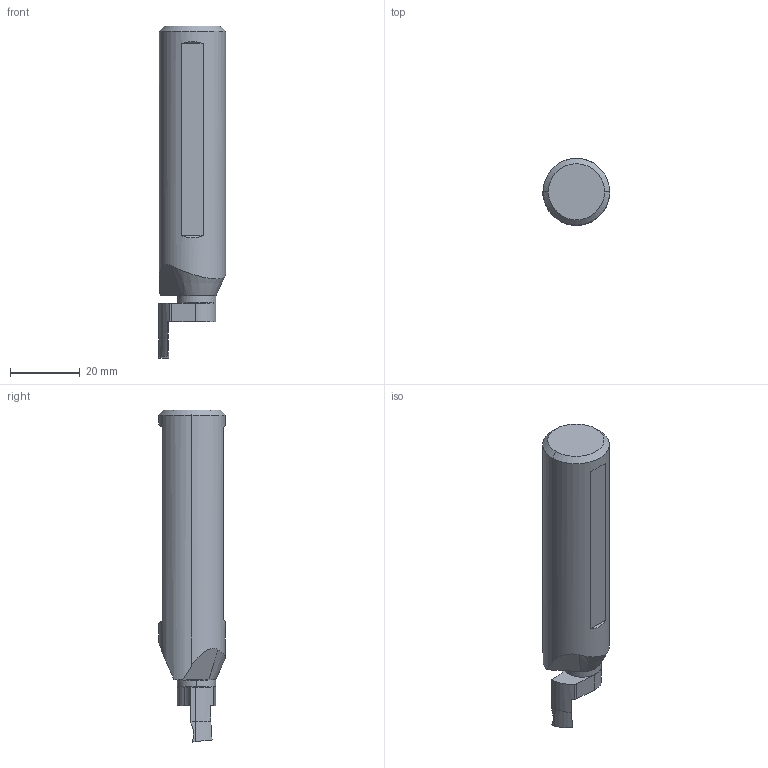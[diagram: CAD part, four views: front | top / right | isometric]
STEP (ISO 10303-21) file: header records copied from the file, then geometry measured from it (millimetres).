
FILE_DESCRIPTION(/* description */ ('3-D model version:1'),/* implementation_level */ '2;1');
FILE_NAME(/* name */ 'MB-A075-02-11R-HP',/* time_stamp */ '2015-12-10T14:52:00+01:00',/* author */ ('InteractiveCad'),/* organization */ ('AB Sandvik Coromant'),/* preprocessor_version */ 'ST-DEVELOPER v15',/* originating_system */ 'SIEMENS PLM Software NX 8.5',/* authorisation */ '');
FILE_SCHEMA (('AP203_CONFIGURATION_CONTROLLED_3D_DESIGN_OF_MECHANICAL_PARTS_AND_ASSEMBLIES_MIM_LF { 1 0 10303 403 2 1 2}'));
Length unit declared in the file: millimetre
Products named in the file (1): MB_A075_02_11R_HP_SIM
Bounding box: 19.27 x 19.05 x 94.9 mm (x, y, z)
Volume: 21811.1 mm3; surface area: 5649.5 mm2
Topology: 2 solids, 4 shells, 47 faces, 115 edges, 76 vertices
Faces by surface type: plane 20, cylinder 14, cone 7, torus 3, bspline 3
Entity records: 1625 total; most frequent: CARTESIAN_POINT 491, ORIENTED_EDGE 226, DIRECTION 202, EDGE_CURVE 113, AXIS2_PLACEMENT_3D 78, VERTEX_POINT 76, EDGE_LOOP 49, ADVANCED_FACE 47
